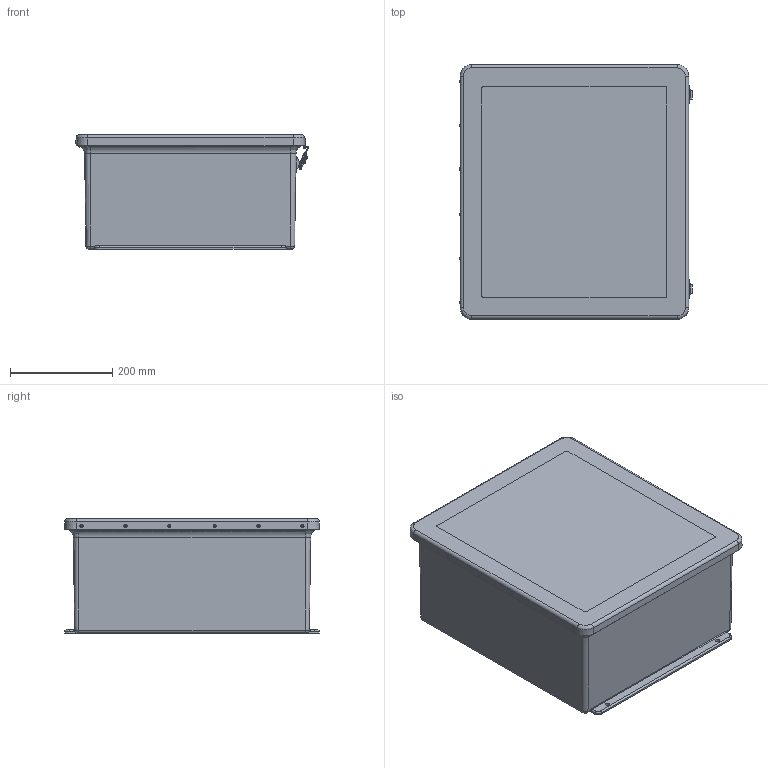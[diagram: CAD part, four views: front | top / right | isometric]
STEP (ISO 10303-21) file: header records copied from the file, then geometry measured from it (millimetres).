
FILE_DESCRIPTION (( 'STEP AP214' ), '1' );
FILE_NAME ('MW1816HLL.STEP', '2018-11-07T12:31:08', ( '' ), ( '' ), 'SwSTEP 2.0', 'SolidWorks 2018', '' );
FILE_SCHEMA (( 'AUTOMOTIVE_DESIGN' ));
Length unit declared in the file: inch
Products named in the file (1): MW1816HLL
Bounding box: 455.07 x 498.48 x 223.82 mm (x, y, z)
Volume: 4521886.1 mm3; surface area: 1802340.2 mm2
Topology: 53 solids, 53 shells, 1322 faces, 3365 edges, 2191 vertices
Faces by surface type: plane 610, cylinder 517, bspline 130, cone 55, torus 10
Full cylindrical faces by diameter (mm): 2.159 x71, 2.4 x2, 2.7 x4, 3 x2, 3.175 x20, 3.25 x2, 3.302 x4, 3.327 x12, 3.5 x2, 3.556 x20, 3.861 x5, 3.962 x7, 4.2 x4, 4.609 x2, 4.618 x2, 4.7 x2, 4.9 x2, 5 x4, 5.3 x2, 5.537 x4, 6.35 x20, 6.858 x4, 13.3 x2, 13.5 x2
Entity records: 68774 total; most frequent: CARTESIAN_POINT 19912, DIRECTION 6190, ORIENTED_EDGE 6140, EDGE_CURVE 3070, AXIS2_PLACEMENT_3D 2261, VERTEX_POINT 2148, EDGE_LOOP 1888, LINE 1668
